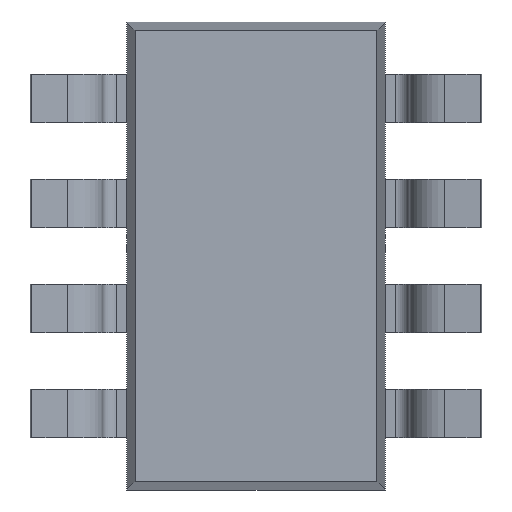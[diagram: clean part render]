
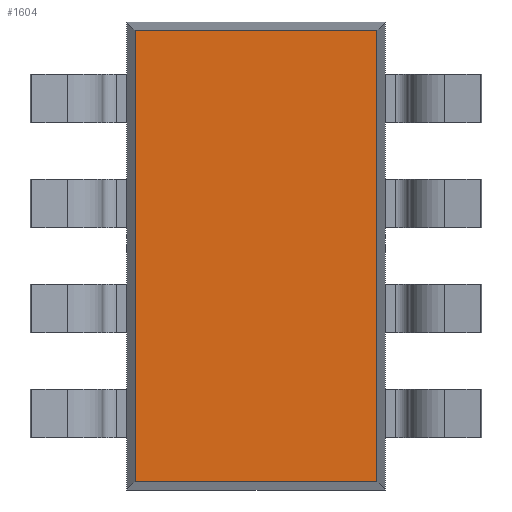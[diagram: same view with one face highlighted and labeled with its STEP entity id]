
A CAD part, front view. The second image highlights one B-rep face of the part: STEP entity #1604.
In plain terms, the highlighted planar face has unit normal (0, -1, 0).
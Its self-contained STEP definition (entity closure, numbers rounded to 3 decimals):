
#103 = VECTOR ( 'NONE', #896, 1000. ) ;
#261 = VERTEX_POINT ( 'NONE', #819 ) ;
#441 = LINE ( 'NONE', #3460, #2814 ) ;
#458 = ORIENTED_EDGE ( 'NONE', *, *, #1678, .T. ) ;
#740 = DIRECTION ( 'NONE',  ( -1., 0., 0. ) ) ;
#819 = CARTESIAN_POINT ( 'NONE',  ( -0.75, 0.15, -1.4 ) ) ;
#850 = CARTESIAN_POINT ( 'NONE',  ( 0.75, 0.15, -1.4 ) ) ;
#896 = DIRECTION ( 'NONE',  ( 1., 0., 0. ) ) ;
#930 = LINE ( 'NONE', #2469, #103 ) ;
#1102 = CARTESIAN_POINT ( 'NONE',  ( 0.75, 0.15, 1.4 ) ) ;
#1247 = AXIS2_PLACEMENT_3D ( 'NONE', #3954, #2051, #2430 ) ;
#1258 = EDGE_CURVE ( 'NONE', #1416, #261, #441, .T. ) ;
#1355 = EDGE_CURVE ( 'NONE', #1544, #3478, #3211, .T. ) ;
#1416 = VERTEX_POINT ( 'NONE', #2467 ) ;
#1418 = PLANE ( 'NONE',  #1247 ) ;
#1537 = DIRECTION ( 'NONE',  ( 0., 0., -1. ) ) ;
#1544 = VERTEX_POINT ( 'NONE', #850 ) ;
#1604 = ADVANCED_FACE ( 'NONE', ( #3309 ), #1418, .T. ) ;
#1621 = VECTOR ( 'NONE', #740, 1000. ) ;
#1678 = EDGE_CURVE ( 'NONE', #261, #1544, #930, .T. ) ;
#2051 = DIRECTION ( 'NONE',  ( 0., -1., 0. ) ) ;
#2203 = EDGE_CURVE ( 'NONE', #3478, #1416, #2946, .T. ) ;
#2380 = VECTOR ( 'NONE', #2934, 1000. ) ;
#2430 = DIRECTION ( 'NONE',  ( 1., 0., 0. ) ) ;
#2467 = CARTESIAN_POINT ( 'NONE',  ( -0.75, 0.15, 1.4 ) ) ;
#2469 = CARTESIAN_POINT ( 'NONE',  ( 0., 0.15, -1.4 ) ) ;
#2501 = ORIENTED_EDGE ( 'NONE', *, *, #1258, .T. ) ;
#2814 = VECTOR ( 'NONE', #1537, 1000. ) ;
#2934 = DIRECTION ( 'NONE',  ( 0., 0., 1. ) ) ;
#2946 = LINE ( 'NONE', #3559, #1621 ) ;
#3211 = LINE ( 'NONE', #3569, #2380 ) ;
#3309 = FACE_OUTER_BOUND ( 'NONE', #4032, .T. ) ;
#3418 = ORIENTED_EDGE ( 'NONE', *, *, #2203, .T. ) ;
#3460 = CARTESIAN_POINT ( 'NONE',  ( -0.75, 0.15, 0. ) ) ;
#3478 = VERTEX_POINT ( 'NONE', #1102 ) ;
#3559 = CARTESIAN_POINT ( 'NONE',  ( 0., 0.15, 1.4 ) ) ;
#3569 = CARTESIAN_POINT ( 'NONE',  ( 0.75, 0.15, 0. ) ) ;
#3954 = CARTESIAN_POINT ( 'NONE',  ( 0., 0.15, 0. ) ) ;
#3980 = ORIENTED_EDGE ( 'NONE', *, *, #1355, .T. ) ;
#4032 = EDGE_LOOP ( 'NONE', ( #2501, #458, #3980, #3418 ) ) ;
